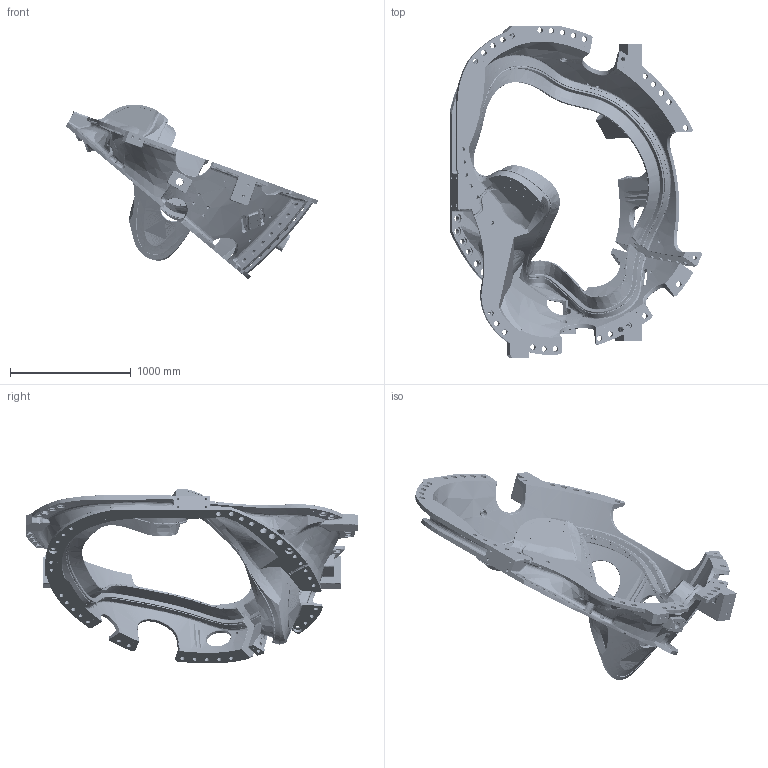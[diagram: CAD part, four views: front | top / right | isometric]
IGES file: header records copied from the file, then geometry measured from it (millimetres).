
Start section: LD
Global section: file name: 20071003.MC9; native system: MASTERCAM; preprocessor: 1; date: 080214.130037; units: inch
Bounding box: 2092.71 x 2753.36 x 1451.31 mm (x, y, z)
Surface area: 13941575.3 mm2 (no closed solid volume)
Topology: 0 solids, 0 shells, 2128 faces, 157868 edges, 163573 vertices
Faces by surface type: bspline 2128
